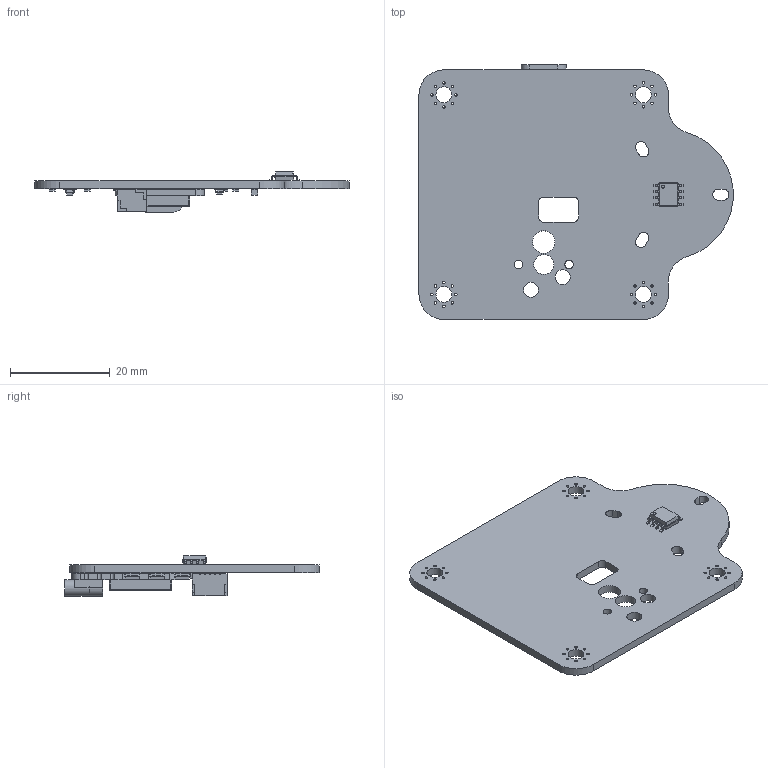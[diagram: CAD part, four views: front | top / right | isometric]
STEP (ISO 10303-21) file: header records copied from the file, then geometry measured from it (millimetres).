
FILE_DESCRIPTION(('KiCad electronic assembly'),'2;1');
FILE_NAME('base.step','2021-12-27T17:11:31',('An Author'),('A Company'), 'Open CASCADE STEP processor 6.9','KiCad to STEP converter','Unknown' );
FILE_SCHEMA(('AUTOMOTIVE_DESIGN { 1 0 10303 214 1 1 1 1 }'));
Length unit declared in the file: millimetre
Products named in the file (16): Open CASCADE STEP translator 6.9 1; R_0805_2012Metric; SOLID; SOT-23; SM05B-NSHSS-TB; SOIC-8_3.9x4.9mm_P1.27mm; C_0805_2012Metric; 012_SeeeduinoXiao3D; SOT-363_SC-70-6; COMPOUND
Assembly tree (26 placements, depth 3):
  Open CASCADE STEP translator 6.9 1
    R_0805_2012Metric  x10
      SOLID
    SOT-23  x3
      SOLID
    SM05B-NSHSS-TB
      SOLID
    SOIC-8_3.9x4.9mm_P1.27mm
      SOLID
    C_0805_2012Metric
      SOLID
    012_SeeeduinoXiao3D
      SOLID
    SOT-363_SC-70-6
      SOLID
    COMPOUND
Bounding box: 62.95 x 51.07 x 8.05 mm (x, y, z)
Volume: 5228.7 mm3; surface area: 7663 mm2
Topology: 19 solids, 19 shells, 1124 faces, 2940 edges, 1857 vertices
Faces by surface type: plane 659, cylinder 318, bspline 143, sphere 4
Full cylindrical faces by diameter (mm): 0.5 x32, 0.6 x1, 1.702 x2, 3 x2, 3.2 x4, 3.988 x1, 4.5 x1
Entity records: 53367 total; most frequent: CARTESIAN_POINT 9732, DIRECTION 7242, LINE 4725, VECTOR 4725, ORIENTED_EDGE 3928, PCURVE 3928, DEFINITIONAL_REPRESENTATION 3928, EDGE_CURVE 1964
